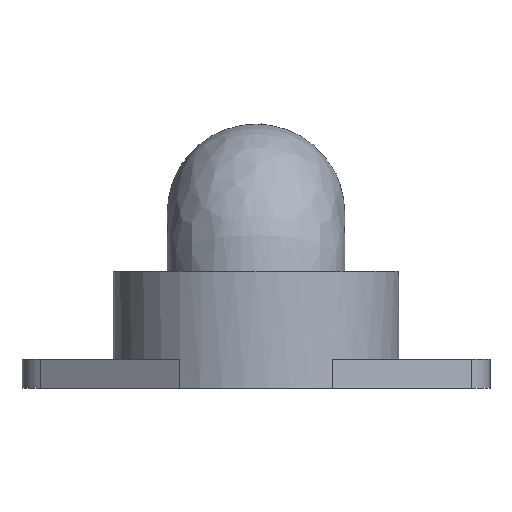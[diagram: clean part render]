
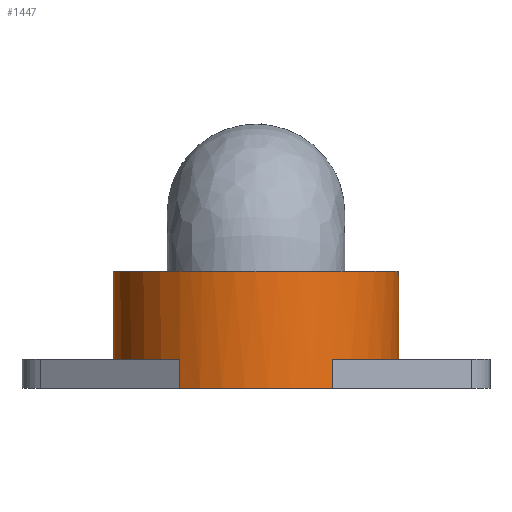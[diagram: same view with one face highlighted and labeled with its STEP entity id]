
A CAD part, left-side view. The second image highlights one B-rep face of the part: STEP entity #1447.
In plain terms, the highlighted cylindrical face has radius 14.65 mm (diameter 29.3 mm), a full revolution.
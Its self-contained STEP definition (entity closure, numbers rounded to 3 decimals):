
#87=CYLINDRICAL_SURFACE('',#1601,14.65);
#121=LINE('',#2569,#197);
#122=LINE('',#2575,#198);
#123=LINE('',#2577,#199);
#124=LINE('',#2581,#200);
#125=LINE('',#2585,#201);
#126=LINE('',#2589,#202);
#127=LINE('',#2593,#203);
#197=VECTOR('',#1826,10.);
#198=VECTOR('',#1831,14.65);
#199=VECTOR('',#1832,10.);
#200=VECTOR('',#1835,10.);
#201=VECTOR('',#1838,10.);
#202=VECTOR('',#1841,10.);
#203=VECTOR('',#1846,10.);
#304=FACE_OUTER_BOUND('',#390,.T.);
#390=EDGE_LOOP('',(#1065,#1066,#1067,#1068,#1069,#1070,#1071,#1072,#1073,
#1074,#1075,#1076,#1077,#1078,#1079,#1080,#1081,#1082,#1083));
#490=CIRCLE('',#1596,14.65);
#493=CIRCLE('',#1602,14.65);
#494=CIRCLE('',#1603,14.65);
#495=CIRCLE('',#1604,14.65);
#496=CIRCLE('',#1605,14.65);
#497=CIRCLE('',#1606,14.65);
#498=CIRCLE('',#1607,14.65);
#499=CIRCLE('',#1608,14.65);
#577=B_SPLINE_CURVE_WITH_KNOTS('',3,(#2522,#2523,#2524,#2525,#2526,#2527),
 .UNSPECIFIED.,.F.,.F.,(4,2,4),(2.838,3.194,3.488),
 .UNSPECIFIED.);
#578=B_SPLINE_CURVE_WITH_KNOTS('',3,(#2529,#2530,#2531,#2532,#2533,#2534,
#2535,#2536,#2537,#2538,#2539,#2540,#2541,#2542),.UNSPECIFIED.,.F.,.F.,
(4,2,2,2,2,2,4),(0.65,0.712,1.066,1.419,
1.773,2.126,2.189),.UNSPECIFIED.);
#579=B_SPLINE_CURVE_WITH_KNOTS('',3,(#2544,#2545,#2546,#2547,#2548,#2549),
 .UNSPECIFIED.,.F.,.F.,(4,2,4),(-0.65,-0.356,0.),
 .UNSPECIFIED.);
#637=VERTEX_POINT('',#2519);
#638=VERTEX_POINT('',#2521);
#639=VERTEX_POINT('',#2528);
#640=VERTEX_POINT('',#2543);
#643=VERTEX_POINT('',#2556);
#645=VERTEX_POINT('',#2559);
#647=VERTEX_POINT('',#2570);
#648=VERTEX_POINT('',#2572);
#649=VERTEX_POINT('',#2574);
#650=VERTEX_POINT('',#2576);
#651=VERTEX_POINT('',#2578);
#652=VERTEX_POINT('',#2580);
#653=VERTEX_POINT('',#2582);
#654=VERTEX_POINT('',#2584);
#655=VERTEX_POINT('',#2586);
#656=VERTEX_POINT('',#2588);
#657=VERTEX_POINT('',#2591);
#800=EDGE_CURVE('',#637,#638,#577,.T.);
#801=EDGE_CURVE('',#639,#638,#578,.T.);
#802=EDGE_CURVE('',#639,#640,#579,.T.);
#808=EDGE_CURVE('',#645,#643,#490,.T.);
#812=EDGE_CURVE('',#643,#637,#121,.T.);
#813=EDGE_CURVE('',#647,#645,#493,.T.);
#814=EDGE_CURVE('',#648,#647,#494,.T.);
#815=EDGE_CURVE('',#648,#649,#122,.T.);
#816=EDGE_CURVE('',#650,#649,#123,.T.);
#817=EDGE_CURVE('',#650,#651,#495,.T.);
#818=EDGE_CURVE('',#651,#652,#124,.T.);
#819=EDGE_CURVE('',#653,#652,#496,.T.);
#820=EDGE_CURVE('',#654,#653,#125,.T.);
#821=EDGE_CURVE('',#654,#655,#497,.T.);
#822=EDGE_CURVE('',#655,#656,#126,.T.);
#823=EDGE_CURVE('',#649,#656,#498,.T.);
#824=EDGE_CURVE('',#657,#648,#499,.T.);
#825=EDGE_CURVE('',#640,#657,#127,.T.);
#1065=ORIENTED_EDGE('',*,*,#801,.T.);
#1066=ORIENTED_EDGE('',*,*,#800,.F.);
#1067=ORIENTED_EDGE('',*,*,#812,.F.);
#1068=ORIENTED_EDGE('',*,*,#808,.F.);
#1069=ORIENTED_EDGE('',*,*,#813,.F.);
#1070=ORIENTED_EDGE('',*,*,#814,.F.);
#1071=ORIENTED_EDGE('',*,*,#815,.T.);
#1072=ORIENTED_EDGE('',*,*,#816,.F.);
#1073=ORIENTED_EDGE('',*,*,#817,.T.);
#1074=ORIENTED_EDGE('',*,*,#818,.T.);
#1075=ORIENTED_EDGE('',*,*,#819,.F.);
#1076=ORIENTED_EDGE('',*,*,#820,.F.);
#1077=ORIENTED_EDGE('',*,*,#821,.T.);
#1078=ORIENTED_EDGE('',*,*,#822,.T.);
#1079=ORIENTED_EDGE('',*,*,#823,.F.);
#1080=ORIENTED_EDGE('',*,*,#815,.F.);
#1081=ORIENTED_EDGE('',*,*,#824,.F.);
#1082=ORIENTED_EDGE('',*,*,#825,.F.);
#1083=ORIENTED_EDGE('',*,*,#802,.F.);
#1447=ADVANCED_FACE('',(#304),#87,.T.);
#1596=AXIS2_PLACEMENT_3D('',#2561,#1813,#1814);
#1601=AXIS2_PLACEMENT_3D('',#2568,#1824,#1825);
#1602=AXIS2_PLACEMENT_3D('',#2571,#1827,#1828);
#1603=AXIS2_PLACEMENT_3D('',#2573,#1829,#1830);
#1604=AXIS2_PLACEMENT_3D('',#2579,#1833,#1834);
#1605=AXIS2_PLACEMENT_3D('',#2583,#1836,#1837);
#1606=AXIS2_PLACEMENT_3D('',#2587,#1839,#1840);
#1607=AXIS2_PLACEMENT_3D('',#2590,#1842,#1843);
#1608=AXIS2_PLACEMENT_3D('',#2592,#1844,#1845);
#1813=DIRECTION('center_axis',(0.,0.,1.));
#1814=DIRECTION('ref_axis',(1.,0.,0.));
#1824=DIRECTION('center_axis',(0.,0.,1.));
#1825=DIRECTION('ref_axis',(0.846,-0.532,0.));
#1826=DIRECTION('',(0.,0.,1.));
#1827=DIRECTION('center_axis',(0.,0.,1.));
#1828=DIRECTION('ref_axis',(1.,0.,0.));
#1829=DIRECTION('center_axis',(0.,0.,1.));
#1830=DIRECTION('ref_axis',(1.,0.,0.));
#1831=DIRECTION('',(0.,0.,-1.));
#1832=DIRECTION('',(0.,0.,1.));
#1833=DIRECTION('center_axis',(0.,0.,1.));
#1834=DIRECTION('ref_axis',(-0.846,0.532,0.));
#1835=DIRECTION('',(0.,0.,1.));
#1836=DIRECTION('center_axis',(0.,0.,-1.));
#1837=DIRECTION('ref_axis',(1.,0.,0.));
#1838=DIRECTION('',(0.,0.,1.));
#1839=DIRECTION('center_axis',(0.,0.,1.));
#1840=DIRECTION('ref_axis',(0.846,-0.532,0.));
#1841=DIRECTION('',(0.,0.,1.));
#1842=DIRECTION('center_axis',(0.,0.,-1.));
#1843=DIRECTION('ref_axis',(1.,0.,0.));
#1844=DIRECTION('center_axis',(0.,0.,1.));
#1845=DIRECTION('ref_axis',(1.,0.,0.));
#1846=DIRECTION('',(0.,0.,-1.));
#2519=CARTESIAN_POINT('',(11.478,-9.104,18.));
#2521=CARTESIAN_POINT('',(12.952,-6.847,12.));
#2522=CARTESIAN_POINT('Ctrl Pts',(11.478,-9.104,18.));
#2523=CARTESIAN_POINT('Ctrl Pts',(11.478,-9.104,16.813));
#2524=CARTESIAN_POINT('Ctrl Pts',(11.682,-8.86,15.583));
#2525=CARTESIAN_POINT('Ctrl Pts',(12.278,-8.005,13.552));
#2526=CARTESIAN_POINT('Ctrl Pts',(12.623,-7.469,12.71));
#2527=CARTESIAN_POINT('Ctrl Pts',(12.952,-6.847,12.));
#2528=CARTESIAN_POINT('',(12.952,6.847,12.));
#2529=CARTESIAN_POINT('Ctrl Pts',(12.952,6.847,12.));
#2530=CARTESIAN_POINT('Ctrl Pts',(13.022,6.714,11.848));
#2531=CARTESIAN_POINT('Ctrl Pts',(13.092,6.577,11.702));
#2532=CARTESIAN_POINT('Ctrl Pts',(13.545,5.65,10.776));
#2533=CARTESIAN_POINT('Ctrl Pts',(13.941,4.648,10.079));
#2534=CARTESIAN_POINT('Ctrl Pts',(14.496,2.413,9.139));
#2535=CARTESIAN_POINT('Ctrl Pts',(14.65,1.178,8.896));
#2536=CARTESIAN_POINT('Ctrl Pts',(14.65,-1.178,8.896));
#2537=CARTESIAN_POINT('Ctrl Pts',(14.496,-2.413,9.139));
#2538=CARTESIAN_POINT('Ctrl Pts',(13.941,-4.648,10.079));
#2539=CARTESIAN_POINT('Ctrl Pts',(13.545,-5.65,10.776));
#2540=CARTESIAN_POINT('Ctrl Pts',(13.092,-6.577,11.702));
#2541=CARTESIAN_POINT('Ctrl Pts',(13.022,-6.714,11.848));
#2542=CARTESIAN_POINT('Ctrl Pts',(12.952,-6.847,12.));
#2543=CARTESIAN_POINT('',(11.478,9.104,18.));
#2544=CARTESIAN_POINT('Ctrl Pts',(12.952,6.847,12.));
#2545=CARTESIAN_POINT('Ctrl Pts',(12.623,7.469,12.71));
#2546=CARTESIAN_POINT('Ctrl Pts',(12.278,8.005,13.552));
#2547=CARTESIAN_POINT('Ctrl Pts',(11.682,8.86,15.583));
#2548=CARTESIAN_POINT('Ctrl Pts',(11.478,9.104,16.813));
#2549=CARTESIAN_POINT('Ctrl Pts',(11.478,9.104,18.));
#2556=CARTESIAN_POINT('',(11.478,-9.104,12.));
#2559=CARTESIAN_POINT('',(-13.979,-4.383,12.));
#2561=CARTESIAN_POINT('Origin',(0.,0.,12.));
#2568=CARTESIAN_POINT('Origin',(0.,0.,0.));
#2569=CARTESIAN_POINT('',(11.478,-9.104,-41.127));
#2570=CARTESIAN_POINT('',(-13.979,4.383,12.));
#2571=CARTESIAN_POINT('Origin',(0.,0.,12.));
#2572=CARTESIAN_POINT('',(-12.4,7.801,12.));
#2573=CARTESIAN_POINT('Origin',(0.,0.,12.));
#2574=CARTESIAN_POINT('',(-12.4,7.801,3.));
#2575=CARTESIAN_POINT('',(-12.4,7.801,0.));
#2576=CARTESIAN_POINT('',(-12.4,7.801,0.));
#2577=CARTESIAN_POINT('',(-12.4,7.801,0.));
#2578=CARTESIAN_POINT('',(-12.4,-7.801,0.));
#2579=CARTESIAN_POINT('Origin',(0.,0.,0.));
#2580=CARTESIAN_POINT('',(-12.4,-7.801,3.));
#2581=CARTESIAN_POINT('',(-12.4,-7.801,0.));
#2582=CARTESIAN_POINT('',(12.4,-7.801,3.));
#2583=CARTESIAN_POINT('Origin',(0.,0.,3.));
#2584=CARTESIAN_POINT('',(12.4,-7.801,0.));
#2585=CARTESIAN_POINT('',(12.4,-7.801,0.));
#2586=CARTESIAN_POINT('',(12.4,7.801,0.));
#2587=CARTESIAN_POINT('Origin',(0.,0.,0.));
#2588=CARTESIAN_POINT('',(12.4,7.801,3.));
#2589=CARTESIAN_POINT('',(12.4,7.801,0.));
#2590=CARTESIAN_POINT('Origin',(0.,0.,3.));
#2591=CARTESIAN_POINT('',(11.478,9.104,12.));
#2592=CARTESIAN_POINT('Origin',(0.,0.,12.));
#2593=CARTESIAN_POINT('',(11.478,9.104,-41.127));
